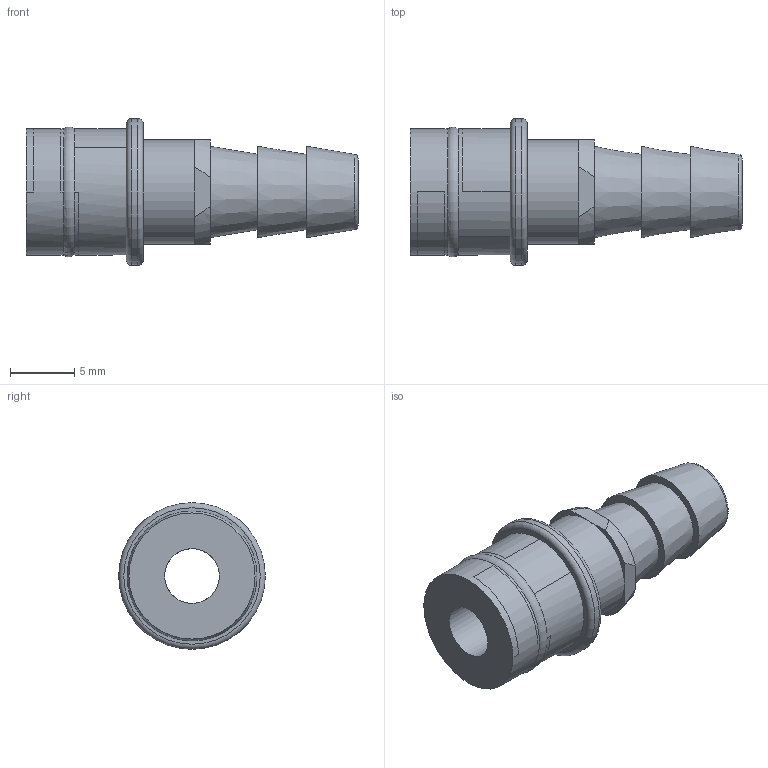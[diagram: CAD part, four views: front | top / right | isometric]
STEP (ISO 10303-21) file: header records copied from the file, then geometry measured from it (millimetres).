
FILE_DESCRIPTION(('STEP AP203'), '1');
FILE_NAME('3D_1011000010004_PCM-6.0_V1.0', '2026-02-13T10:25:52', (''), (''), 'C3D Converter', 'C3D Toolkit', '');
FILE_SCHEMA(('CONFIG_CONTROL_DESIGN'));
Length unit declared in the file: millimetre
Products named in the file (1): PCM-6.0
Bounding box: 25.8 x 11.4 x 11.4 mm (x, y, z)
Volume: 1007.3 mm3; surface area: 1189.3 mm2
Topology: 1 solids, 1 shells, 33 faces, 85 edges, 59 vertices
Faces by surface type: plane 15, cone 7, cylinder 7, torus 4
Full cylindrical faces by diameter (mm): 4.25 x1, 8.1 x1, 11.4 x1
Entity records: 1382 total; most frequent: CARTESIAN_POINT 564, DIRECTION 169, ORIENTED_EDGE 144, AXIS2_PLACEMENT_3D 74, EDGE_CURVE 72, VERTEX_POINT 56, EDGE_LOOP 50, CIRCLE 40
